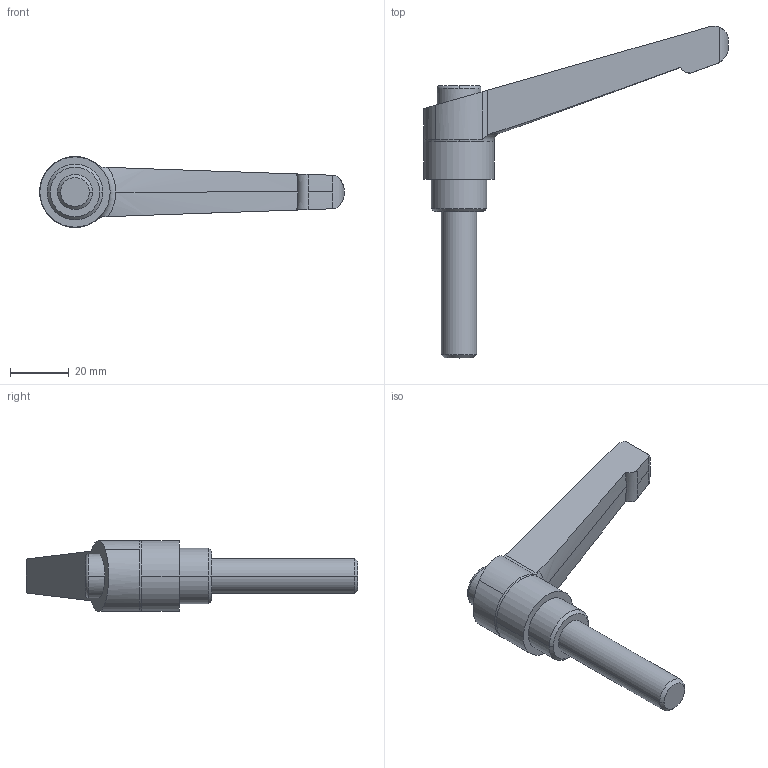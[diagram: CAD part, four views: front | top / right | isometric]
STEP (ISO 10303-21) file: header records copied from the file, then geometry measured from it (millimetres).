
FILE_DESCRIPTION( ( '' ), '1' );
FILE_NAME( 'Adjustable_hand_lever_GN_300_92_M12_50_SW_2_14a.stp', '2012-04-10T11:10:46', ( '' ), ( '' ), ' ', ' ', ' ' );
FILE_SCHEMA( ( 'automotive_design' ) );
Length unit declared in the file: millimetre
Products named in the file (1): 1
Bounding box: 104.1 x 113.36 x 24.2 mm (x, y, z)
Volume: 37255.7 mm3; surface area: 10070.3 mm2
Topology: 1 solids, 1 shells, 45 faces, 114 edges, 75 vertices
Faces by surface type: cylinder 16, plane 14, cone 8, torus 7
Entity records: 2859 total; most frequent: CARTESIAN_POINT 432, DIRECTION 238, STYLED_ITEM 235, PRESENTATION_STYLE_ASSIGNMENT 235, COLOUR_RGB 235, ORIENTED_EDGE 228, EDGE_CURVE 114, CURVE_STYLE 114
